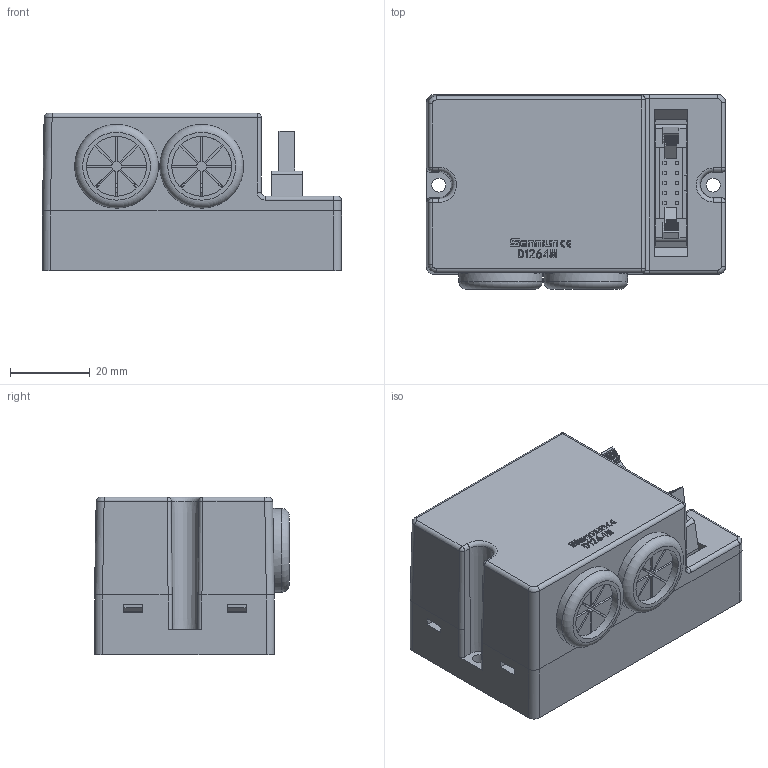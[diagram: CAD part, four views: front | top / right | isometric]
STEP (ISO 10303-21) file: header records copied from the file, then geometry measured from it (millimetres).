
FILE_DESCRIPTION(/* description */ (''),/* implementation_level */ '2;1');
FILE_NAME(/* name */ 'D1264M 3D.stp',/* time_stamp */ '2024-08-15T10:20:26+08:00',/* author */ (''),/* organization */ (''),/* preprocessor_version */ 'ST-DEVELOPER v14',/* originating_system */ 'SIEMENS PLM Software NX 8.0',/* authorisation */ '');
FILE_SCHEMA (('AUTOMOTIVE_DESIGN { 1 0 10303 214 3 1 1 1 }'));
Length unit declared in the file: millimetre
Products named in the file (1): D1264M 3D_stp
Bounding box: 75 x 48.9 x 39.5 mm (x, y, z)
Volume: 63331.4 mm3; surface area: 39778 mm2
Topology: 1 solids, 7 shells, 1682 faces, 4811 edges, 3164 vertices
Faces by surface type: plane 1357, cylinder 284, extrusion 13, bspline 10, cone 6, torus 6, sphere 6
Full cylindrical faces by diameter (mm): 1.497 x6, 3.5 x2, 15 x2, 21 x2
Entity records: 55918 total; most frequent: CARTESIAN_POINT 10548, ORIENTED_EDGE 9546, DIRECTION 8693, EDGE_CURVE 4773, VECTOR 4039, LINE 4026, VERTEX_POINT 3155, AXIS2_PLACEMENT_3D 2327
